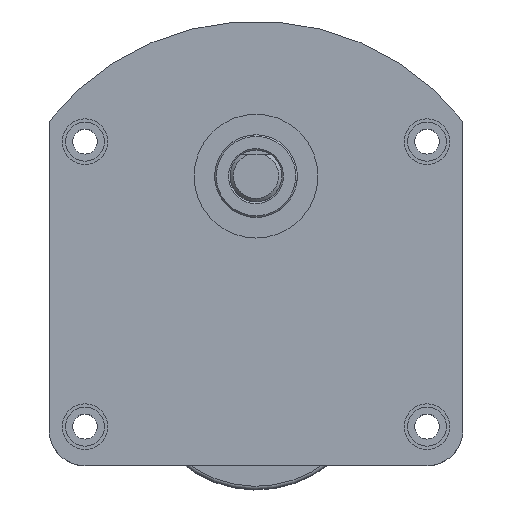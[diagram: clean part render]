
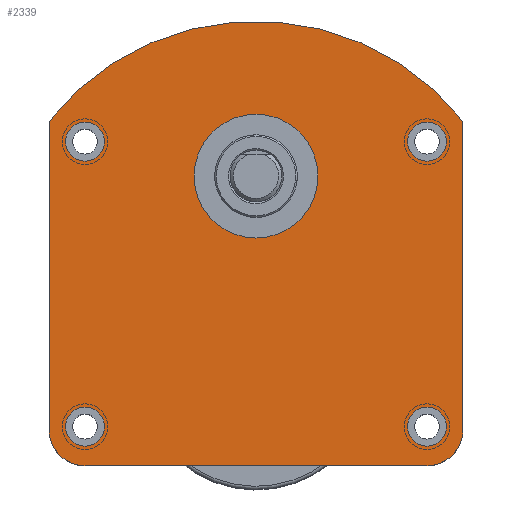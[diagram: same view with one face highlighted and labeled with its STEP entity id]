
A CAD part, top view. The second image highlights one B-rep face of the part: STEP entity #2339.
In plain terms, the highlighted planar face has unit normal (0, 0, 1).
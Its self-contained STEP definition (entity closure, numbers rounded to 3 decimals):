
#125=FACE_BOUND('',#439,.T.);
#126=FACE_BOUND('',#440,.T.);
#127=FACE_BOUND('',#441,.T.);
#128=FACE_BOUND('',#442,.T.);
#129=FACE_BOUND('',#443,.T.);
#184=PLANE('',#2745);
#278=FACE_OUTER_BOUND('',#438,.T.);
#438=EDGE_LOOP('',(#1815,#1816,#1817,#1818,#1819,#1820));
#439=EDGE_LOOP('',(#1821));
#440=EDGE_LOOP('',(#1822,#1823));
#441=EDGE_LOOP('',(#1824,#1825));
#442=EDGE_LOOP('',(#1826,#1827));
#443=EDGE_LOOP('',(#1828,#1829));
#638=LINE('',#4037,#792);
#641=LINE('',#4043,#795);
#642=LINE('',#4047,#796);
#792=VECTOR('',#3239,10.);
#795=VECTOR('',#3244,10.);
#796=VECTOR('',#3247,10.);
#936=CIRCLE('',#2742,5.5);
#938=CIRCLE('',#2746,40.5);
#939=CIRCLE('',#2747,5.5);
#940=CIRCLE('',#2748,9.5);
#941=CIRCLE('',#2749,3.);
#942=CIRCLE('',#2750,3.);
#943=CIRCLE('',#2751,3.);
#944=CIRCLE('',#2752,3.);
#945=CIRCLE('',#2753,3.);
#946=CIRCLE('',#2754,3.);
#947=CIRCLE('',#2755,3.);
#948=CIRCLE('',#2756,3.);
#1121=VERTEX_POINT('',#4027);
#1122=VERTEX_POINT('',#4028);
#1125=VERTEX_POINT('',#4036);
#1127=VERTEX_POINT('',#4042);
#1128=VERTEX_POINT('',#4044);
#1129=VERTEX_POINT('',#4046);
#1130=VERTEX_POINT('',#4049);
#1131=VERTEX_POINT('',#4051);
#1132=VERTEX_POINT('',#4052);
#1133=VERTEX_POINT('',#4055);
#1134=VERTEX_POINT('',#4056);
#1135=VERTEX_POINT('',#4059);
#1136=VERTEX_POINT('',#4060);
#1137=VERTEX_POINT('',#4063);
#1138=VERTEX_POINT('',#4064);
#1376=EDGE_CURVE('',#1121,#1122,#936,.T.);
#1380=EDGE_CURVE('',#1125,#1122,#638,.T.);
#1383=EDGE_CURVE('',#1121,#1127,#641,.T.);
#1384=EDGE_CURVE('',#1127,#1128,#938,.T.);
#1385=EDGE_CURVE('',#1128,#1129,#642,.T.);
#1386=EDGE_CURVE('',#1125,#1129,#939,.T.);
#1387=EDGE_CURVE('',#1130,#1130,#940,.T.);
#1388=EDGE_CURVE('',#1131,#1132,#941,.T.);
#1389=EDGE_CURVE('',#1132,#1131,#942,.T.);
#1390=EDGE_CURVE('',#1133,#1134,#943,.T.);
#1391=EDGE_CURVE('',#1134,#1133,#944,.T.);
#1392=EDGE_CURVE('',#1135,#1136,#945,.T.);
#1393=EDGE_CURVE('',#1136,#1135,#946,.T.);
#1394=EDGE_CURVE('',#1137,#1138,#947,.T.);
#1395=EDGE_CURVE('',#1138,#1137,#948,.T.);
#1815=ORIENTED_EDGE('',*,*,#1376,.F.);
#1816=ORIENTED_EDGE('',*,*,#1383,.T.);
#1817=ORIENTED_EDGE('',*,*,#1384,.T.);
#1818=ORIENTED_EDGE('',*,*,#1385,.T.);
#1819=ORIENTED_EDGE('',*,*,#1386,.F.);
#1820=ORIENTED_EDGE('',*,*,#1380,.T.);
#1821=ORIENTED_EDGE('',*,*,#1387,.T.);
#1822=ORIENTED_EDGE('',*,*,#1388,.T.);
#1823=ORIENTED_EDGE('',*,*,#1389,.T.);
#1824=ORIENTED_EDGE('',*,*,#1390,.T.);
#1825=ORIENTED_EDGE('',*,*,#1391,.T.);
#1826=ORIENTED_EDGE('',*,*,#1392,.T.);
#1827=ORIENTED_EDGE('',*,*,#1393,.T.);
#1828=ORIENTED_EDGE('',*,*,#1394,.T.);
#1829=ORIENTED_EDGE('',*,*,#1395,.T.);
#2339=ADVANCED_FACE('',(#278,#125,#126,#127,#128,#129),#184,.T.);
#2742=AXIS2_PLACEMENT_3D('',#4029,#3231,#3232);
#2745=AXIS2_PLACEMENT_3D('',#4041,#3242,#3243);
#2746=AXIS2_PLACEMENT_3D('',#4045,#3245,#3246);
#2747=AXIS2_PLACEMENT_3D('',#4048,#3248,#3249);
#2748=AXIS2_PLACEMENT_3D('',#4050,#3250,#3251);
#2749=AXIS2_PLACEMENT_3D('',#4053,#3252,#3253);
#2750=AXIS2_PLACEMENT_3D('',#4054,#3254,#3255);
#2751=AXIS2_PLACEMENT_3D('',#4057,#3256,#3257);
#2752=AXIS2_PLACEMENT_3D('',#4058,#3258,#3259);
#2753=AXIS2_PLACEMENT_3D('',#4061,#3260,#3261);
#2754=AXIS2_PLACEMENT_3D('',#4062,#3262,#3263);
#2755=AXIS2_PLACEMENT_3D('',#4065,#3264,#3265);
#2756=AXIS2_PLACEMENT_3D('',#4066,#3266,#3267);
#3231=DIRECTION('center_axis',(0.,0.,-1.));
#3232=DIRECTION('ref_axis',(0.707,-0.707,0.));
#3239=DIRECTION('',(1.,0.,0.));
#3242=DIRECTION('center_axis',(0.,0.,1.));
#3243=DIRECTION('ref_axis',(1.,0.,0.));
#3244=DIRECTION('',(0.,1.,0.));
#3245=DIRECTION('center_axis',(0.,0.,1.));
#3246=DIRECTION('ref_axis',(-0.784,-0.621,0.));
#3247=DIRECTION('',(0.,-1.,0.));
#3248=DIRECTION('center_axis',(0.,0.,-1.));
#3249=DIRECTION('ref_axis',(-0.707,-0.707,0.));
#3250=DIRECTION('center_axis',(0.,0.,-1.));
#3251=DIRECTION('ref_axis',(-1.,0.,0.));
#3252=DIRECTION('center_axis',(0.,0.,-1.));
#3253=DIRECTION('ref_axis',(1.,0.,0.));
#3254=DIRECTION('center_axis',(0.,0.,-1.));
#3255=DIRECTION('ref_axis',(1.,0.,0.));
#3256=DIRECTION('center_axis',(0.,0.,-1.));
#3257=DIRECTION('ref_axis',(1.,0.,0.));
#3258=DIRECTION('center_axis',(0.,0.,-1.));
#3259=DIRECTION('ref_axis',(1.,0.,0.));
#3260=DIRECTION('center_axis',(0.,0.,-1.));
#3261=DIRECTION('ref_axis',(1.,0.,0.));
#3262=DIRECTION('center_axis',(0.,0.,-1.));
#3263=DIRECTION('ref_axis',(1.,0.,0.));
#3264=DIRECTION('center_axis',(0.,0.,-1.));
#3265=DIRECTION('ref_axis',(1.,0.,0.));
#3266=DIRECTION('center_axis',(0.,0.,-1.));
#3267=DIRECTION('ref_axis',(1.,0.,0.));
#4027=CARTESIAN_POINT('',(31.75,-28.425,2.));
#4028=CARTESIAN_POINT('',(26.25,-33.925,2.));
#4029=CARTESIAN_POINT('Origin',(26.25,-28.425,2.));
#4036=CARTESIAN_POINT('',(-26.25,-33.925,2.));
#4037=CARTESIAN_POINT('',(31.75,-33.925,2.));
#4041=CARTESIAN_POINT('Origin',(0.,-6.046,2.));
#4042=CARTESIAN_POINT('',(31.75,18.969,2.));
#4043=CARTESIAN_POINT('',(31.75,18.969,2.));
#4044=CARTESIAN_POINT('',(-31.75,18.969,2.));
#4045=CARTESIAN_POINT('Origin',(0.,-6.175,2.));
#4046=CARTESIAN_POINT('',(-31.75,-28.425,2.));
#4047=CARTESIAN_POINT('',(-31.75,-33.925,2.));
#4048=CARTESIAN_POINT('Origin',(-26.25,-28.425,2.));
#4049=CARTESIAN_POINT('',(9.5,10.525,2.));
#4050=CARTESIAN_POINT('Origin',(0.,10.525,2.));
#4051=CARTESIAN_POINT('',(29.25,-27.925,2.));
#4052=CARTESIAN_POINT('',(23.25,-27.925,2.));
#4053=CARTESIAN_POINT('Origin',(26.25,-27.925,2.));
#4054=CARTESIAN_POINT('Origin',(26.25,-27.925,2.));
#4055=CARTESIAN_POINT('',(-23.25,15.825,2.));
#4056=CARTESIAN_POINT('',(-29.25,15.825,2.));
#4057=CARTESIAN_POINT('Origin',(-26.25,15.825,2.));
#4058=CARTESIAN_POINT('Origin',(-26.25,15.825,2.));
#4059=CARTESIAN_POINT('',(29.25,15.825,2.));
#4060=CARTESIAN_POINT('',(23.25,15.825,2.));
#4061=CARTESIAN_POINT('Origin',(26.25,15.825,2.));
#4062=CARTESIAN_POINT('Origin',(26.25,15.825,2.));
#4063=CARTESIAN_POINT('',(-23.25,-27.925,2.));
#4064=CARTESIAN_POINT('',(-29.25,-27.925,2.));
#4065=CARTESIAN_POINT('Origin',(-26.25,-27.925,2.));
#4066=CARTESIAN_POINT('Origin',(-26.25,-27.925,2.));
